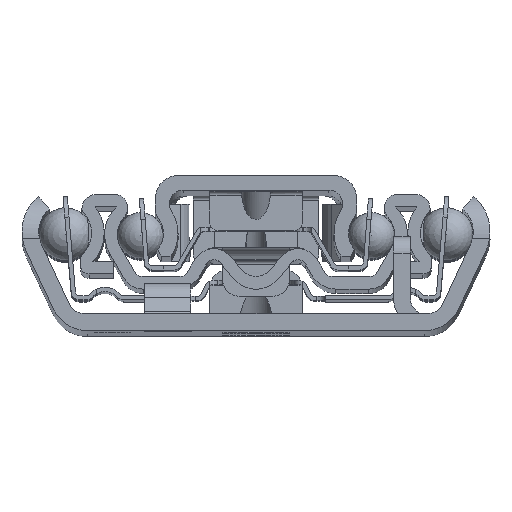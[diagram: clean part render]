
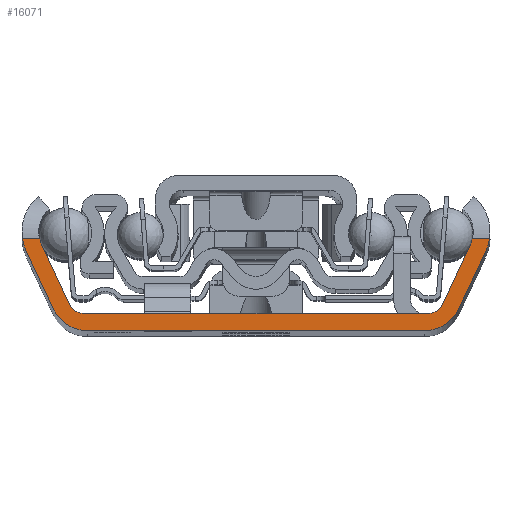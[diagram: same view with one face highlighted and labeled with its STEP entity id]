
A CAD part, top view. The second image highlights one B-rep face of the part: STEP entity #16071.
In plain terms, the highlighted planar face has unit normal (0, 0, 1).
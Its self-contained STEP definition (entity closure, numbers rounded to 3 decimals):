
#277=PLANE('',#22832);
#1662=FACE_OUTER_BOUND('',#2810,.T.);
#2810=EDGE_LOOP('',(#10278,#10279,#10280,#10281,#10282,#10283,#10284,#10285,
#10286,#10287,#10288,#10289,#10290,#10291,#10292,#10293));
#4226=VERTEX_POINT('',#33302);
#4227=VERTEX_POINT('',#33304);
#4261=VERTEX_POINT('',#33400);
#4262=VERTEX_POINT('',#33401);
#4361=VERTEX_POINT('',#33744);
#4363=VERTEX_POINT('',#33759);
#4365=VERTEX_POINT('',#33773);
#4367=VERTEX_POINT('',#33786);
#4368=VERTEX_POINT('',#33801);
#4374=VERTEX_POINT('',#33826);
#4375=VERTEX_POINT('',#33828);
#4376=VERTEX_POINT('',#33831);
#4377=VERTEX_POINT('',#33833);
#4378=VERTEX_POINT('',#33836);
#4379=VERTEX_POINT('',#33838);
#4380=VERTEX_POINT('',#33841);
#6438=EDGE_CURVE('',#4226,#4227,#18524,.T.);
#6475=EDGE_CURVE('',#4261,#4262,#18550,.T.);
#6649=EDGE_CURVE('',#4361,#4363,#18680,.T.);
#6653=EDGE_CURVE('',#4365,#4367,#18681,.T.);
#6654=EDGE_CURVE('',#4365,#4368,#17266,.T.);
#6662=EDGE_CURVE('',#4374,#4367,#17268,.T.);
#6663=EDGE_CURVE('',#4375,#4374,#18686,.T.);
#6664=EDGE_CURVE('',#4227,#4375,#17269,.T.);
#6665=EDGE_CURVE('',#4376,#4226,#17270,.T.);
#6666=EDGE_CURVE('',#4377,#4376,#18687,.T.);
#6667=EDGE_CURVE('',#4361,#4377,#17271,.T.);
#6668=EDGE_CURVE('',#4378,#4363,#17272,.T.);
#6669=EDGE_CURVE('',#4379,#4378,#18688,.T.);
#6670=EDGE_CURVE('',#4262,#4379,#17273,.T.);
#6671=EDGE_CURVE('',#4380,#4261,#17274,.T.);
#6672=EDGE_CURVE('',#4368,#4380,#18689,.T.);
#10278=ORIENTED_EDGE('',*,*,#6653,.T.);
#10279=ORIENTED_EDGE('',*,*,#6662,.F.);
#10280=ORIENTED_EDGE('',*,*,#6663,.F.);
#10281=ORIENTED_EDGE('',*,*,#6664,.F.);
#10282=ORIENTED_EDGE('',*,*,#6438,.F.);
#10283=ORIENTED_EDGE('',*,*,#6665,.F.);
#10284=ORIENTED_EDGE('',*,*,#6666,.F.);
#10285=ORIENTED_EDGE('',*,*,#6667,.F.);
#10286=ORIENTED_EDGE('',*,*,#6649,.T.);
#10287=ORIENTED_EDGE('',*,*,#6668,.F.);
#10288=ORIENTED_EDGE('',*,*,#6669,.F.);
#10289=ORIENTED_EDGE('',*,*,#6670,.F.);
#10290=ORIENTED_EDGE('',*,*,#6475,.F.);
#10291=ORIENTED_EDGE('',*,*,#6671,.F.);
#10292=ORIENTED_EDGE('',*,*,#6672,.F.);
#10293=ORIENTED_EDGE('',*,*,#6654,.F.);
#16071=ADVANCED_FACE('',(#1662),#277,.T.);
#17266=CIRCLE('',#22828,3.5);
#17268=CIRCLE('',#22833,5.5);
#17269=CIRCLE('',#22834,4.5);
#17270=CIRCLE('',#22835,4.5);
#17271=CIRCLE('',#22836,5.5);
#17272=CIRCLE('',#22837,3.5);
#17273=CIRCLE('',#22838,2.);
#17274=CIRCLE('',#22839,2.);
#18524=LINE('',#33305,#20558);
#18550=LINE('',#33402,#20584);
#18680=LINE('',#33770,#20714);
#18681=LINE('',#33799,#20715);
#18686=LINE('',#33829,#20720);
#18687=LINE('',#33834,#20721);
#18688=LINE('',#33839,#20722);
#18689=LINE('',#33843,#20723);
#20558=VECTOR('',#25454,40.199);
#20584=VECTOR('',#25504,40.836);
#20714=VECTOR('',#25864,2.034);
#20715=VECTOR('',#25869,2.034);
#20720=VECTOR('',#25888,7.588);
#20721=VECTOR('',#25893,7.588);
#20722=VECTOR('',#25898,7.907);
#20723=VECTOR('',#25903,7.907);
#22828=AXIS2_PLACEMENT_3D('',#33802,#25872,#25873);
#22832=AXIS2_PLACEMENT_3D('',#33825,#25884,#25885);
#22833=AXIS2_PLACEMENT_3D('',#33827,#25886,#25887);
#22834=AXIS2_PLACEMENT_3D('',#33830,#25889,#25890);
#22835=AXIS2_PLACEMENT_3D('',#33832,#25891,#25892);
#22836=AXIS2_PLACEMENT_3D('',#33835,#25894,#25895);
#22837=AXIS2_PLACEMENT_3D('',#33837,#25896,#25897);
#22838=AXIS2_PLACEMENT_3D('',#33840,#25899,#25900);
#22839=AXIS2_PLACEMENT_3D('',#33842,#25901,#25902);
#25454=DIRECTION('',(-1.,0.,0.));
#25504=DIRECTION('',(1.,0.,0.));
#25864=DIRECTION('',(-1.,0.,0.));
#25869=DIRECTION('',(-1.,0.,0.));
#25872=DIRECTION('center_axis',(0.,0.,1.));
#25873=DIRECTION('ref_axis',(0.643,-0.766,0.));
#25884=DIRECTION('center_axis',(0.,0.,1.));
#25885=DIRECTION('ref_axis',(1.,0.,0.));
#25886=DIRECTION('center_axis',(0.,0.,-1.));
#25887=DIRECTION('ref_axis',(-0.646,0.764,0.));
#25888=DIRECTION('',(-0.423,0.906,0.));
#25889=DIRECTION('center_axis',(0.,0.,-1.));
#25890=DIRECTION('ref_axis',(-0.906,-0.423,0.));
#25891=DIRECTION('center_axis',(0.,0.,-1.));
#25892=DIRECTION('ref_axis',(0.,-1.,0.));
#25893=DIRECTION('',(-0.423,-0.906,0.));
#25894=DIRECTION('center_axis',(0.,0.,-1.));
#25895=DIRECTION('ref_axis',(0.906,-0.423,0.));
#25896=DIRECTION('center_axis',(0.,0.,1.));
#25897=DIRECTION('ref_axis',(-0.906,0.423,0.));
#25898=DIRECTION('',(0.423,0.906,0.));
#25899=DIRECTION('center_axis',(0.,0.,1.));
#25900=DIRECTION('ref_axis',(0.,1.,0.));
#25901=DIRECTION('center_axis',(0.,0.,1.));
#25902=DIRECTION('ref_axis',(0.906,0.423,0.));
#25903=DIRECTION('',(0.423,-0.906,0.));
#33302=CARTESIAN_POINT('',(20.099,0.,400.));
#33304=CARTESIAN_POINT('',(-20.099,0.,400.));
#33305=CARTESIAN_POINT('',(-20.099,0.,400.));
#33400=CARTESIAN_POINT('',(-20.418,2.,400.));
#33401=CARTESIAN_POINT('',(20.418,2.,400.));
#33402=CARTESIAN_POINT('',(20.418,2.,400.));
#33744=CARTESIAN_POINT('',(27.842,11.,400.));
#33759=CARTESIAN_POINT('',(25.807,11.,400.));
#33770=CARTESIAN_POINT('',(0.,11.,400.));
#33773=CARTESIAN_POINT('',(-25.807,11.,400.));
#33786=CARTESIAN_POINT('',(-27.842,11.,400.));
#33799=CARTESIAN_POINT('',(0.,11.,400.));
#33801=CARTESIAN_POINT('',(-25.572,10.321,400.));
#33802=CARTESIAN_POINT('Origin',(-22.4,11.8,400.));
#33825=CARTESIAN_POINT('Origin',(0.,4.283,
400.));
#33826=CARTESIAN_POINT('',(-27.385,9.476,400.));
#33827=CARTESIAN_POINT('Origin',(-22.4,11.8,400.));
#33828=CARTESIAN_POINT('',(-24.178,2.598,400.));
#33829=CARTESIAN_POINT('',(-27.385,9.476,400.));
#33830=CARTESIAN_POINT('Origin',(-20.099,4.5,400.));
#33831=CARTESIAN_POINT('',(24.178,2.598,400.));
#33832=CARTESIAN_POINT('Origin',(20.099,4.5,400.));
#33833=CARTESIAN_POINT('',(27.385,9.476,400.));
#33834=CARTESIAN_POINT('',(24.178,2.598,400.));
#33835=CARTESIAN_POINT('Origin',(22.4,11.8,400.));
#33836=CARTESIAN_POINT('',(25.572,10.321,400.));
#33837=CARTESIAN_POINT('Origin',(22.4,11.8,400.));
#33838=CARTESIAN_POINT('',(22.23,3.155,400.));
#33839=CARTESIAN_POINT('',(25.572,10.321,400.));
#33840=CARTESIAN_POINT('Origin',(20.418,4.,400.));
#33841=CARTESIAN_POINT('',(-22.23,3.155,400.));
#33842=CARTESIAN_POINT('Origin',(-20.418,4.,400.));
#33843=CARTESIAN_POINT('',(-22.23,3.155,400.));
